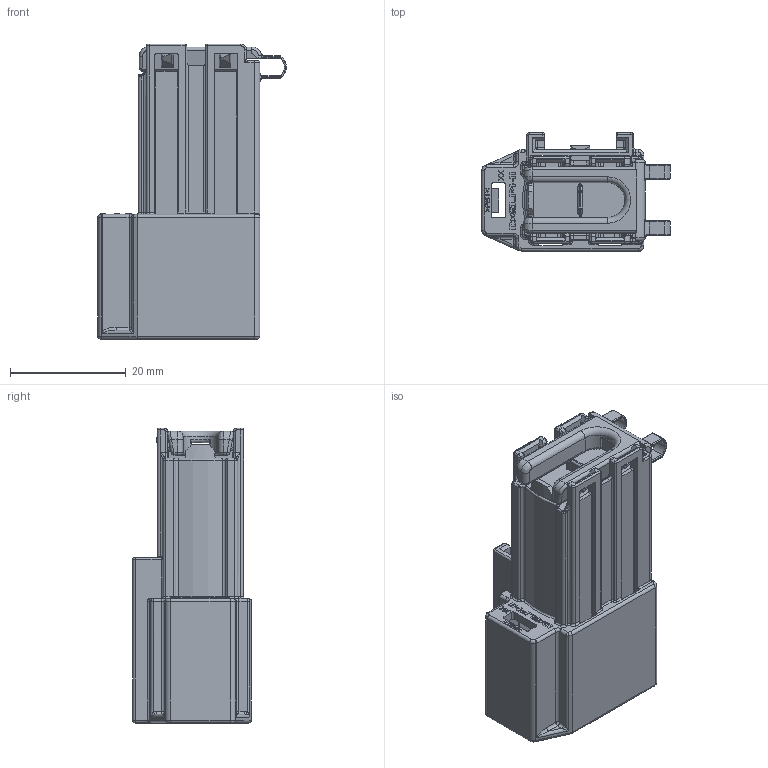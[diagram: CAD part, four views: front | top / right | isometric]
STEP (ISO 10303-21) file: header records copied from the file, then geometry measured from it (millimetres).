
FILE_DESCRIPTION(/* description */ (''),/* implementation_level */ '2;1');
FILE_NAME(/* name */ '13843776-ENV01_01-CONN.stp',/* time_stamp */ '2023-06-30T12:09:19+08:00',/* author */ (''),/* organization */ (''),/* preprocessor_version */ 'ST-DEVELOPER v16',/* originating_system */ 'SIEMENS PLM Software NX 11.0',/* authorisation */ '');
FILE_SCHEMA (('AUTOMOTIVE_DESIGN { 1 0 10303 214 3 1 1 1 }'));
Length unit declared in the file: millimetre
Products named in the file (1): 13843776-ENV01_01-CONN
Bounding box: 32.53 x 20.5 x 51.05 mm (x, y, z)
Volume: 10969 mm3; surface area: 8938.9 mm2
Topology: 1 solids, 1 shells, 1091 faces, 2850 edges, 1725 vertices
Faces by surface type: plane 459, cylinder 388, bspline 84, torus 82, sphere 43, extrusion 32, cone 3
Full cylindrical faces by diameter (mm): 3.3 x1
Entity records: 35803 total; most frequent: CARTESIAN_POINT 9630, ORIENTED_EDGE 5602, DIRECTION 5362, EDGE_CURVE 2801, AXIS2_PLACEMENT_3D 1892, VERTEX_POINT 1727, VECTOR 1578, LINE 1546
